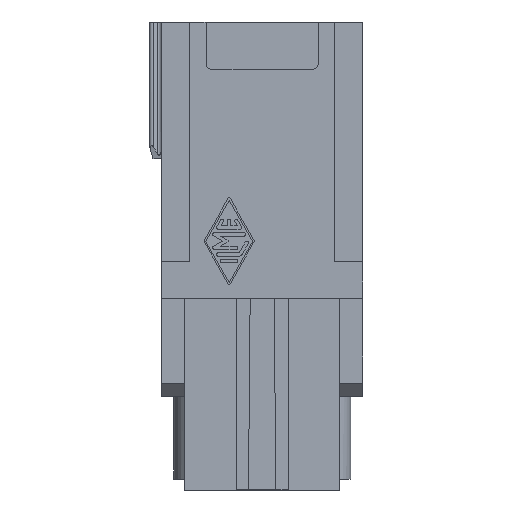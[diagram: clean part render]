
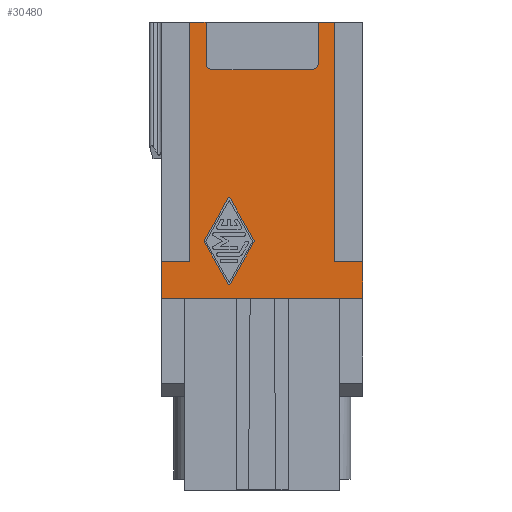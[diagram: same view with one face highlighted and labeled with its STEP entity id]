
A CAD part, front view. The second image highlights one B-rep face of the part: STEP entity #30480.
In plain terms, the highlighted face is planar.
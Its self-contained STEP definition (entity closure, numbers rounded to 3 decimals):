
#3920=CARTESIAN_POINT('',(44.598,78.257,-32.))
;
#3930=VERTEX_POINT('',#3920);
#3960=CARTESIAN_POINT('',(44.598,58.057,-32.));
#3970=DIRECTION('',(0.,-1.,0.));
#3980=VECTOR('',#3970,1.);
#3990=LINE('',#3960,#3980);
#4000=CARTESIAN_POINT('',(44.598,75.257,-32.))
;
#4010=VERTEX_POINT('',#4000);
#4020=EDGE_CURVE('',#3930,#4010,#3990,.T.);
#10040=CARTESIAN_POINT('',(41.348,60.757,-32.)
);
#10050=VERTEX_POINT('',#10040);
#10080=CARTESIAN_POINT('',(27.154,60.757,-32.))
;
#10090=DIRECTION('',(1.,0.,0.));
#10100=VECTOR('',#10090,1.);
#10110=LINE('',#10080,#10100);
#10120=CARTESIAN_POINT('',(43.398,60.757,-32.)
);
#10130=VERTEX_POINT('',#10120);
#10140=EDGE_CURVE('',#10050,#10130,#10110,.T.);
#14980=CARTESIAN_POINT('',(53.998,60.757,-32.)
);
#14990=VERTEX_POINT('',#14980);
#15020=CARTESIAN_POINT('',(27.154,60.757,-32.))
;
#15030=DIRECTION('',(1.,0.,0.));
#15040=VECTOR('',#15030,1.);
#15050=LINE('',#15020,#15040);
#15060=CARTESIAN_POINT('',(56.048,60.757,-32.)
);
#15070=VERTEX_POINT('',#15060);
#15080=EDGE_CURVE('',#14990,#15070,#15050,.T.);
#24090=CARTESIAN_POINT('',(45.098,75.257,-32.));
#24100=DIRECTION('',(0.,0.,-1.));
#24110=DIRECTION('',(1.,0.,0.));
#24120=AXIS2_PLACEMENT_3D('',#24090,#24100,#24110);
#24130=CIRCLE('',#24120,0.5);
#24140=CARTESIAN_POINT('',(45.098,74.757,-32.)
);
#24150=VERTEX_POINT('',#24140);
#24160=EDGE_CURVE('',#24150,#4010,#24130,.T.);
#25470=CARTESIAN_POINT('',(43.398,78.257,-32.)
);
#25480=VERTEX_POINT('',#25470);
#25530=CARTESIAN_POINT('',(43.398,58.057,-32.));
#25540=DIRECTION('',(0.,-1.,0.));
#25550=VECTOR('',#25540,1.);
#25560=LINE('',#25530,#25550);
#25570=EDGE_CURVE('',#25480,#10130,#25560,.T.);
#29030=CARTESIAN_POINT('',(53.998,63.757,-32.)
);
#29040=DIRECTION('',(0.,0.,-1.));
#29050=DIRECTION('',(1.,0.,0.));
#29060=AXIS2_PLACEMENT_3D('',#29030,#29040,#29050);
#29070=PLANE('',#29060);
#29080=CARTESIAN_POINT('',(13.672,0.,-32.));
#29090=DIRECTION('',(-0.496,-0.868,
0.));
#29100=VECTOR('',#29090,1.);
#29110=LINE('',#29080,#29100);
#29120=CARTESIAN_POINT('',(51.057,65.403,
-32.));
#29130=VERTEX_POINT('',#29120);
#29140=CARTESIAN_POINT('',(49.288,62.309,
-32.));
#29150=VERTEX_POINT('',#29140);
#29160=EDGE_CURVE('',#29130,#29150,#29110,.T.);
#29170=ORIENTED_EDGE('',*,*,#29160,.T.);
#29180=CARTESIAN_POINT('',(51.11,65.372,
-32.));
#29190=DIRECTION('',(0.,0.,-1.));
#29200=DIRECTION('',(0.,1.,0.));
#29210=AXIS2_PLACEMENT_3D('',#29180,#29190,#29200);
#29220=CIRCLE('',#29210,0.061);
#29230=CARTESIAN_POINT('',(51.163,65.403,
-32.));
#29240=VERTEX_POINT('',#29230);
#29250=EDGE_CURVE('',#29130,#29240,#29220,.T.);
#29260=ORIENTED_EDGE('',*,*,#29250,.F.);
#29270=CARTESIAN_POINT('',(88.547,0.,-32.));
#29280=DIRECTION('',(-0.496,0.868,
0.));
#29290=VECTOR('',#29280,1.);
#29300=LINE('',#29270,#29290);
#29310=CARTESIAN_POINT('',(52.931,62.309,
-32.));
#29320=VERTEX_POINT('',#29310);
#29330=EDGE_CURVE('',#29320,#29240,#29300,.T.);
#29340=ORIENTED_EDGE('',*,*,#29330,.T.);
#29350=CARTESIAN_POINT('',(52.825,62.249,
-32.));
#29360=DIRECTION('',(0.,0.,-1.));
#29370=DIRECTION('',(0.,1.,0.));
#29380=AXIS2_PLACEMENT_3D('',#29350,#29360,#29370);
#29390=CIRCLE('',#29380,0.122);
#29400=CARTESIAN_POINT('',(52.931,62.188,
-32.));
#29410=VERTEX_POINT('',#29400);
#29420=EDGE_CURVE('',#29320,#29410,#29390,.T.);
#29430=ORIENTED_EDGE('',*,*,#29420,.F.);
#29440=CARTESIAN_POINT('',(17.385,0.,-32.));
#29450=DIRECTION('',(0.496,0.868,
0.));
#29460=VECTOR('',#29450,1.);
#29470=LINE('',#29440,#29460);
#29480=CARTESIAN_POINT('',(51.163,59.094,
-32.));
#29490=VERTEX_POINT('',#29480);
#29500=EDGE_CURVE('',#29490,#29410,#29470,.T.);
#29510=ORIENTED_EDGE('',*,*,#29500,.T.);
#29520=CARTESIAN_POINT('',(51.11,59.125,
-32.));
#29530=DIRECTION('',(0.,0.,-1.));
#29540=DIRECTION('',(0.,1.,0.));
#29550=AXIS2_PLACEMENT_3D('',#29520,#29530,#29540);
#29560=CIRCLE('',#29550,0.061);
#29570=CARTESIAN_POINT('',(51.057,59.094,
-32.));
#29580=VERTEX_POINT('',#29570);
#29590=EDGE_CURVE('',#29490,#29580,#29560,.T.);
#29600=ORIENTED_EDGE('',*,*,#29590,.F.);
#29610=CARTESIAN_POINT('',(84.834,0.,-32.));
#29620=DIRECTION('',(0.496,-0.868,
0.));
#29630=VECTOR('',#29620,1.);
#29640=LINE('',#29610,#29630);
#29650=CARTESIAN_POINT('',(49.288,62.188,
-32.));
#29660=VERTEX_POINT('',#29650);
#29670=EDGE_CURVE('',#29660,#29580,#29640,.T.);
#29680=ORIENTED_EDGE('',*,*,#29670,.T.);
#29690=CARTESIAN_POINT('',(49.395,62.249,
-32.));
#29700=DIRECTION('',(0.,0.,-1.));
#29710=DIRECTION('',(0.,1.,0.));
#29720=AXIS2_PLACEMENT_3D('',#29690,#29700,#29710);
#29730=CIRCLE('',#29720,0.123);
#29740=EDGE_CURVE('',#29660,#29150,#29730,.T.);
#29750=ORIENTED_EDGE('',*,*,#29740,.F.);
#29760=EDGE_LOOP('',(#29750,#29680,#29600,#29510,#29430,#29340,#29260,
#29170));
#29770=FACE_BOUND('',#29760,.T.);
#29780=ORIENTED_EDGE('',*,*,#24160,.F.);
#29790=ORIENTED_EDGE('',*,*,#4020,.T.);
#29800=CARTESIAN_POINT('',(27.154,78.257,
-32.));
#29810=DIRECTION('',(1.,0.,0.));
#29820=VECTOR('',#29810,1.);
#29830=LINE('',#29800,#29820);
#29840=EDGE_CURVE('',#25480,#3930,#29830,.T.);
#29850=ORIENTED_EDGE('',*,*,#29840,.T.);
#29860=ORIENTED_EDGE('',*,*,#25570,.F.);
#29870=ORIENTED_EDGE('',*,*,#10140,.T.);
#29880=CARTESIAN_POINT('',(41.348,0.,-32.));
#29890=DIRECTION('',(0.,1.,0.));
#29900=VECTOR('',#29890,1.);
#29910=LINE('',#29880,#29900);
#29920=CARTESIAN_POINT('',(41.348,58.057,
-32.));
#29930=VERTEX_POINT('',#29920);
#29940=EDGE_CURVE('',#29930,#10050,#29910,.T.);
#29950=ORIENTED_EDGE('',*,*,#29940,.T.);
#29960=CARTESIAN_POINT('',(0.,58.057,-32.));
#29970=DIRECTION('',(-1.,0.,0.));
#29980=VECTOR('',#29970,1.);
#29990=LINE('',#29960,#29980);
#30000=CARTESIAN_POINT('',(56.048,58.057,
-32.));
#30010=VERTEX_POINT('',#30000);
#30020=EDGE_CURVE('',#30010,#29930,#29990,.T.);
#30030=ORIENTED_EDGE('',*,*,#30020,.T.);
#30040=CARTESIAN_POINT('',(56.048,0.,-32.));
#30050=DIRECTION('',(0.,-1.,0.));
#30060=VECTOR('',#30050,1.);
#30070=LINE('',#30040,#30060);
#30080=EDGE_CURVE('',#15070,#30010,#30070,.T.);
#30090=ORIENTED_EDGE('',*,*,#30080,.T.);
#30100=ORIENTED_EDGE('',*,*,#15080,.T.);
#30110=CARTESIAN_POINT('',(53.998,58.057,-32.));
#30120=DIRECTION('',(0.,1.,0.));
#30130=VECTOR('',#30120,1.);
#30140=LINE('',#30110,#30130);
#30150=CARTESIAN_POINT('',(53.998,78.257,-32.)
);
#30160=VERTEX_POINT('',#30150);
#30170=EDGE_CURVE('',#14990,#30160,#30140,.T.);
#30180=ORIENTED_EDGE('',*,*,#30170,.F.);
#30190=CARTESIAN_POINT('',(52.798,78.257,-32.)
);
#30200=VERTEX_POINT('',#30190);
#30210=EDGE_CURVE('',#30200,#30160,#29830,.T.);
#30220=ORIENTED_EDGE('',*,*,#30210,.T.);
#30230=CARTESIAN_POINT('',(52.798,58.057,-32.));
#30240=DIRECTION('',(0.,1.,0.));
#30250=VECTOR('',#30240,1.);
#30260=LINE('',#30230,#30250);
#30270=CARTESIAN_POINT('',(52.798,75.257,-32.));
#30280=VERTEX_POINT('',#30270);
#30290=EDGE_CURVE('',#30280,#30200,#30260,.T.);
#30300=ORIENTED_EDGE('',*,*,#30290,.T.);
#30310=CARTESIAN_POINT('',(52.298,75.257,-32.)
);
#30320=DIRECTION('',(0.,0.,1.));
#30330=DIRECTION('',(-1.,0.,0.));
#30340=AXIS2_PLACEMENT_3D('',#30310,#30320,#30330);
#30350=CIRCLE('',#30340,0.5);
#30360=CARTESIAN_POINT('',(52.298,74.757,-32.)
);
#30370=VERTEX_POINT('',#30360);
#30380=EDGE_CURVE('',#30370,#30280,#30350,.T.);
#30390=ORIENTED_EDGE('',*,*,#30380,.T.);
#30400=CARTESIAN_POINT('',(0.,74.757,-32.));
#30410=DIRECTION('',(-1.,0.,0.));
#30420=VECTOR('',#30410,1.);
#30430=LINE('',#30400,#30420);
#30440=EDGE_CURVE('',#30370,#24150,#30430,.T.);
#30450=ORIENTED_EDGE('',*,*,#30440,.F.);
#30460=EDGE_LOOP('',(#30450,#30390,#30300,#30220,#30180,#30100,#30090,
#30030,#29950,#29870,#29860,#29850,#29790,#29780));
#30470=FACE_OUTER_BOUND('',#30460,.T.);
#30480=ADVANCED_FACE('',(#29770,#30470),#29070,.T.);
